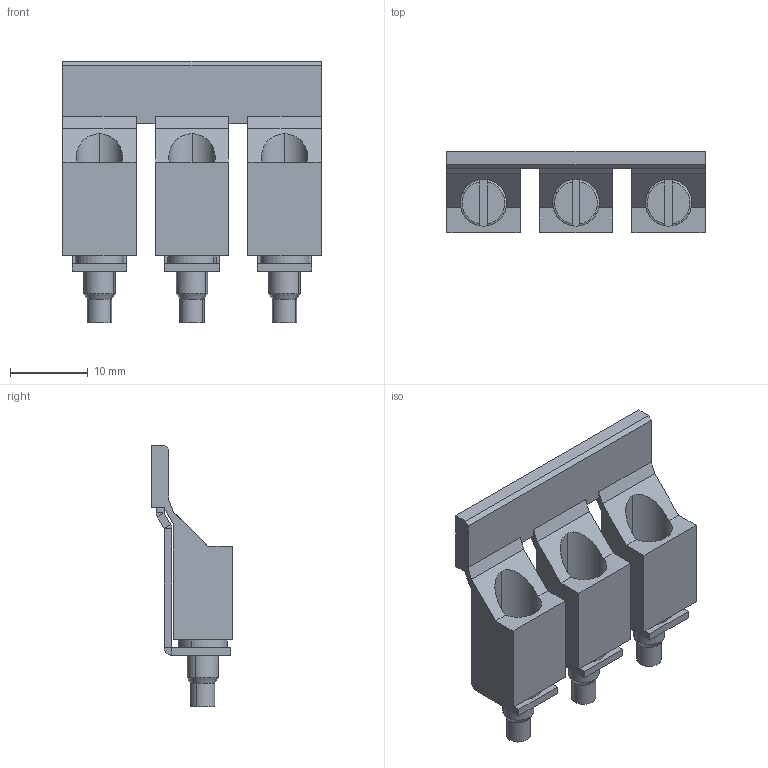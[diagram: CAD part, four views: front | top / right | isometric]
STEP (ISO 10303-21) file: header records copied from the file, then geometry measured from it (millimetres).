
FILE_DESCRIPTION(('CATIA V5R20 STEP214'),'2;1');
FILE_NAME ('385956_1', '2014-06-26T08:47:29+00:00', ('Weidmueller Interface'), ('Weidmueller'), 'CATIA Version 5 Release 20 SP 5 (IN-10)', 'CATIA V5 STEP AP214', 'none');
FILE_SCHEMA(('AUTOMOTIVE_DESIGN { 1 0 10303 214 1 1 1 1 }'));
Length unit declared in the file: millimetre
Products named in the file (1): 1055160000_WQV 16/S
Bounding box: 33.3 x 10.43 x 33.6 mm (x, y, z)
Volume: 3523.4 mm3; surface area: 4998.9 mm2
Topology: 4 solids, 4 shells, 188 faces, 455 edges, 278 vertices
Faces by surface type: plane 125, cylinder 39, cone 12, torus 12
Entity records: 5241 total; most frequent: CARTESIAN_POINT 1232, ORIENTED_EDGE 910, DIRECTION 635, EDGE_CURVE 455, VECTOR 311, LINE 311, VERTEX_POINT 278, AXIS2_PLACEMENT_3D 217
